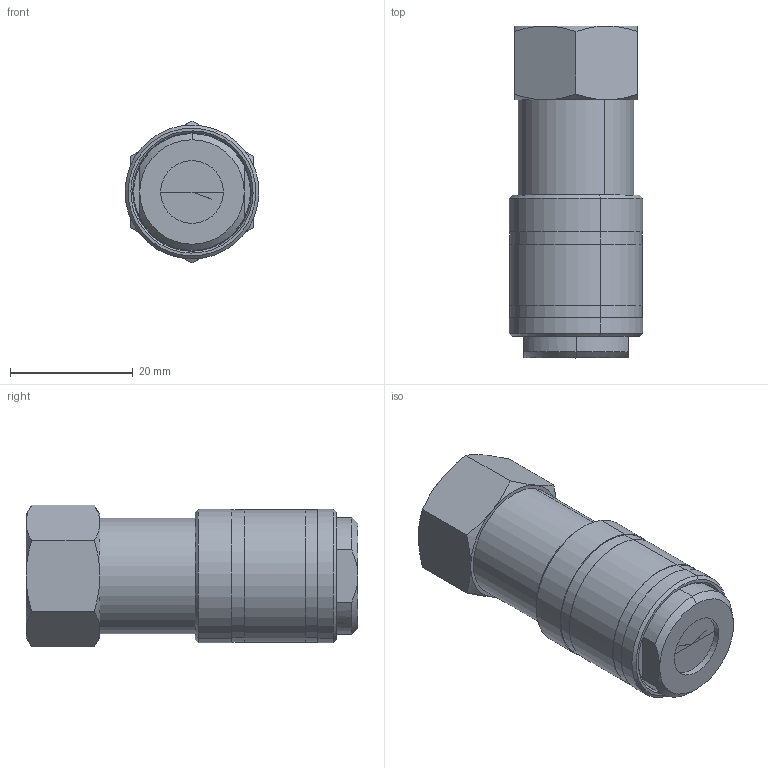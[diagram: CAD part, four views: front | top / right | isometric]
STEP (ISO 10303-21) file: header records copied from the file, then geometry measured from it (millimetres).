
FILE_DESCRIPTION (( 'STEP AP214' ), '1' );
FILE_NAME ('0014200002.step', '2012-11-15T18:00:11', ( '' ), ( '' ), 'SwSTEP 2.0', 'SolidWorks 2012', '' );
FILE_SCHEMA (( 'AUTOMOTIVE_DESIGN' ));
Length unit declared in the file: millimetre
Products named in the file (1): 0014200002
Bounding box: 21.79 x 54 x 23.09 mm (x, y, z)
Volume: 17166.7 mm3; surface area: 5090.9 mm2
Topology: 1 solids, 1 shells, 71 faces, 150 edges, 90 vertices
Faces by surface type: cone 27, cylinder 22, plane 22
Entity records: 2763 total; most frequent: CARTESIAN_POINT 482, DIRECTION 337, ORIENTED_EDGE 296, EDGE_CURVE 148, AXIS2_PLACEMENT_3D 145, VERTEX_POINT 90, EDGE_LOOP 82, CIRCLE 73
